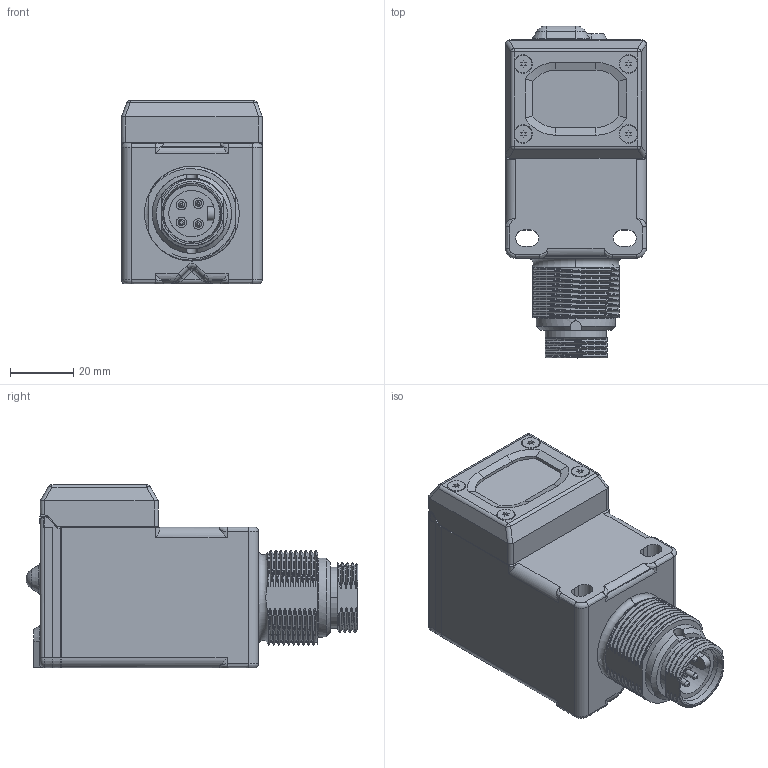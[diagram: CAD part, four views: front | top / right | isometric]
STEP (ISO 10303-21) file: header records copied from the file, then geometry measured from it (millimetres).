
FILE_DESCRIPTION((''),'2;1');
FILE_NAME('156699_SM01_ASM','2022-11-07T08:08:25',('PDMAdmin'),('BANNER ENGINEERING'),'CREO PARAMETRIC BY PTC INC, 2019292','CREO PARAMETRIC BY PTC INC, 2019292','');
FILE_SCHEMA(('CONFIG_CONTROL_DESIGN'));
Length unit declared in the file: millimetre
Products named in the file (2): 156699_EP01; 156699_SM01_ASM
Assembly tree (1 placements, depth 2):
  156699_SM01_ASM
    156699_EP01
Bounding box: 44.57 x 104.85 x 58.11 mm (x, y, z)
Volume: 165049.1 mm3; surface area: 30149.4 mm2
Topology: 1 solids, 1 shells, 766 faces, 2042 edges, 1291 vertices
Faces by surface type: plane 294, cylinder 202, bspline 166, cone 72, torus 19, sphere 13
Entity records: 37003 total; most frequent: CARTESIAN_POINT 19150, ORIENTED_EDGE 4068, DIRECTION 3149, EDGE_CURVE 2034, VERTEX_POINT 1291, VECTOR 1087, LINE 1087, AXIS2_PLACEMENT_3D 1031
